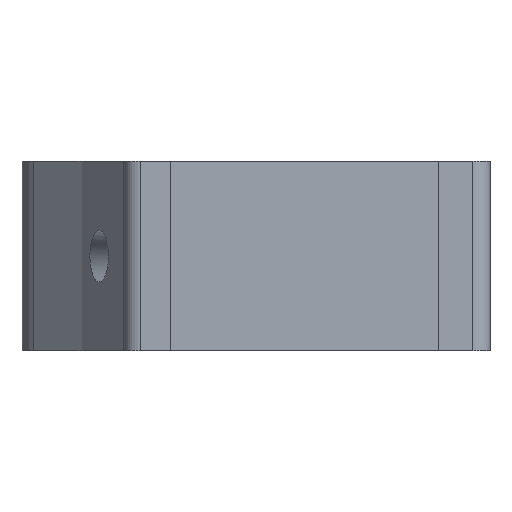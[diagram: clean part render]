
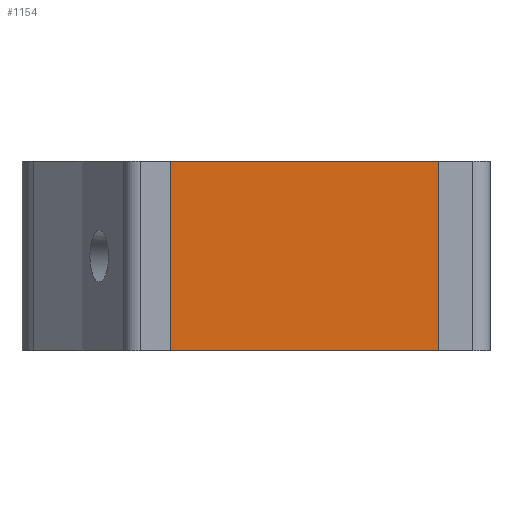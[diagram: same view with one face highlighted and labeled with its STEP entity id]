
A CAD part, left-side view. The second image highlights one B-rep face of the part: STEP entity #1154.
In plain terms, the highlighted planar face has unit normal (-1, 0, 0).
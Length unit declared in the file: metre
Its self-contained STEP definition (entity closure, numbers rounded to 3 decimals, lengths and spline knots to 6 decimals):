
#100=LINE('',#1713,#227);
#131=LINE('',#1816,#258);
#155=LINE('',#1885,#282);
#156=LINE('',#1887,#283);
#227=VECTOR('',#1362,1.);
#258=VECTOR('',#1431,1.);
#282=VECTOR('',#1497,1.);
#283=VECTOR('',#1500,1.);
#472=ORIENTED_EDGE('',*,*,#756,.F.);
#473=ORIENTED_EDGE('',*,*,#792,.F.);
#474=ORIENTED_EDGE('',*,*,#706,.T.);
#475=ORIENTED_EDGE('',*,*,#791,.T.);
#706=EDGE_CURVE('',#877,#876,#100,.T.);
#756=EDGE_CURVE('',#925,#926,#131,.T.);
#791=EDGE_CURVE('',#876,#926,#155,.T.);
#792=EDGE_CURVE('',#877,#925,#156,.T.);
#876=VERTEX_POINT('',#1712);
#877=VERTEX_POINT('',#1714);
#925=VERTEX_POINT('',#1815);
#926=VERTEX_POINT('',#1817);
#985=EDGE_LOOP('',(#472,#473,#474,#475));
#1054=FACE_BOUND('',#985,.T.);
#1112=PLANE('',#1264);
#1154=ADVANCED_FACE('',(#1054),#1112,.T.);
#1264=AXIS2_PLACEMENT_3D('',#1886,#1498,#1499);
#1362=DIRECTION('',(0.,1.,0.));
#1431=DIRECTION('',(0.,1.,0.));
#1497=DIRECTION('',(0.,0.,-1.));
#1498=DIRECTION('',(-1.,0.,0.));
#1499=DIRECTION('',(0.,0.,1.));
#1500=DIRECTION('',(0.,0.,-1.));
#1712=CARTESIAN_POINT('',(-0.0194,0.018,0.022));
#1713=CARTESIAN_POINT('',(-0.0194,0.017,0.022));
#1714=CARTESIAN_POINT('',(-0.0194,-0.0155,0.022));
#1815=CARTESIAN_POINT('',(-0.0194,-0.0155,0.));
#1816=CARTESIAN_POINT('',(-0.0194,0.017,0.));
#1817=CARTESIAN_POINT('',(-0.0194,0.018,0.));
#1885=CARTESIAN_POINT('',(-0.0194,0.018,0.022));
#1886=CARTESIAN_POINT('',(-0.0194,0.017,0.022));
#1887=CARTESIAN_POINT('',(-0.0194,-0.0155,0.022));
